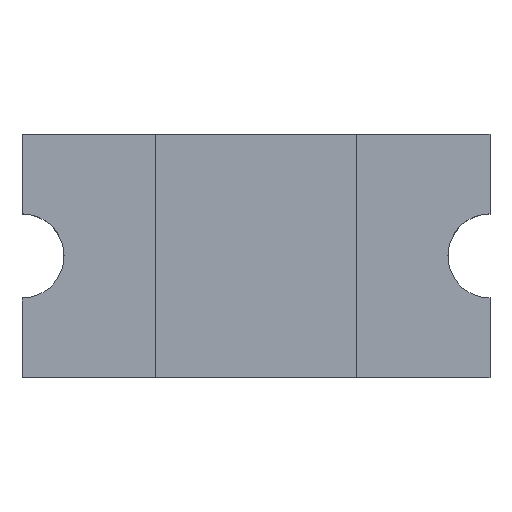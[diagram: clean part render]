
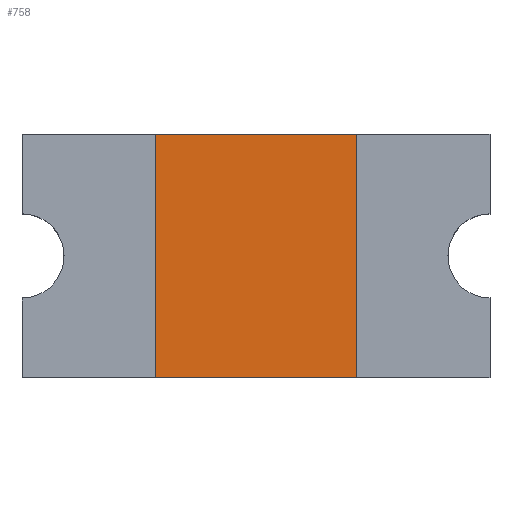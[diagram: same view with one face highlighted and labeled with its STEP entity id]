
A CAD part, top view. The second image highlights one B-rep face of the part: STEP entity #758.
In plain terms, the highlighted planar face has unit normal (0, 0, 1).
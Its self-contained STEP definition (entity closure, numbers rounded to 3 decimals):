
#2 = ORIENTED_EDGE ( 'NONE', *, *, #147, .T. ) ;
#3 = LINE ( 'NONE', #169, #342 ) ;
#18 = CARTESIAN_POINT ( 'NONE',  ( -25.526, -15.866, 0.52 ) ) ;
#97 = VERTEX_POINT ( 'NONE', #553 ) ;
#105 = LINE ( 'NONE', #344, #775 ) ;
#129 = VERTEX_POINT ( 'NONE', #296 ) ;
#140 = ORIENTED_EDGE ( 'NONE', *, *, #835, .T. ) ;
#147 = EDGE_CURVE ( 'NONE', #852, #97, #105, .T. ) ;
#169 = CARTESIAN_POINT ( 'NONE',  ( -26.966, -15.866, 0.52 ) ) ;
#180 = DIRECTION ( 'NONE',  ( 0., -1., 0. ) ) ;
#296 = CARTESIAN_POINT ( 'NONE',  ( -25.526, -17.606, 0.52 ) ) ;
#342 = VECTOR ( 'NONE', #621, 1000. ) ;
#344 = CARTESIAN_POINT ( 'NONE',  ( -26.966, -15.866, 0.52 ) ) ;
#355 = DIRECTION ( 'NONE',  ( 0., -1., 0. ) ) ;
#392 = VECTOR ( 'NONE', #460, 1000. ) ;
#426 = LINE ( 'NONE', #803, #763 ) ;
#449 = CARTESIAN_POINT ( 'NONE',  ( 0., 0., 0.52 ) ) ;
#460 = DIRECTION ( 'NONE',  ( 1., 0., 0. ) ) ;
#463 = AXIS2_PLACEMENT_3D ( 'NONE', #449, #715, #180 ) ;
#503 = DIRECTION ( 'NONE',  ( 0., 1., 0. ) ) ;
#526 = EDGE_CURVE ( 'NONE', #850, #852, #3, .T. ) ;
#532 = CARTESIAN_POINT ( 'NONE',  ( -26.966, -15.866, 0.52 ) ) ;
#553 = CARTESIAN_POINT ( 'NONE',  ( -26.966, -17.606, 0.52 ) ) ;
#589 = LINE ( 'NONE', #797, #392 ) ;
#621 = DIRECTION ( 'NONE',  ( -1., 0., 0. ) ) ;
#623 = EDGE_LOOP ( 'NONE', ( #761, #2, #808, #140 ) ) ;
#643 = EDGE_CURVE ( 'NONE', #97, #129, #589, .T. ) ;
#663 = FACE_OUTER_BOUND ( 'NONE', #623, .T. ) ;
#715 = DIRECTION ( 'NONE',  ( 0., 0., -1. ) ) ;
#758 = ADVANCED_FACE ( 'NONE', ( #663 ), #789, .F. ) ;
#761 = ORIENTED_EDGE ( 'NONE', *, *, #526, .T. ) ;
#763 = VECTOR ( 'NONE', #503, 1000. ) ;
#775 = VECTOR ( 'NONE', #355, 1000. ) ;
#789 = PLANE ( 'NONE',  #463 ) ;
#797 = CARTESIAN_POINT ( 'NONE',  ( -25.526, -17.606, 0.52 ) ) ;
#803 = CARTESIAN_POINT ( 'NONE',  ( -25.526, -15.866, 0.52 ) ) ;
#808 = ORIENTED_EDGE ( 'NONE', *, *, #643, .T. ) ;
#835 = EDGE_CURVE ( 'NONE', #129, #850, #426, .T. ) ;
#850 = VERTEX_POINT ( 'NONE', #18 ) ;
#852 = VERTEX_POINT ( 'NONE', #532 ) ;
